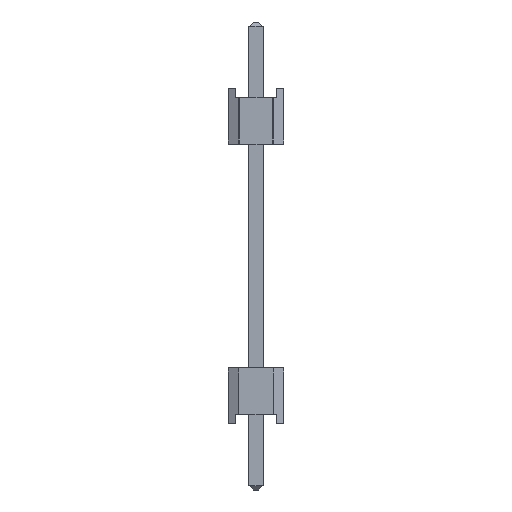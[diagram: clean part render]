
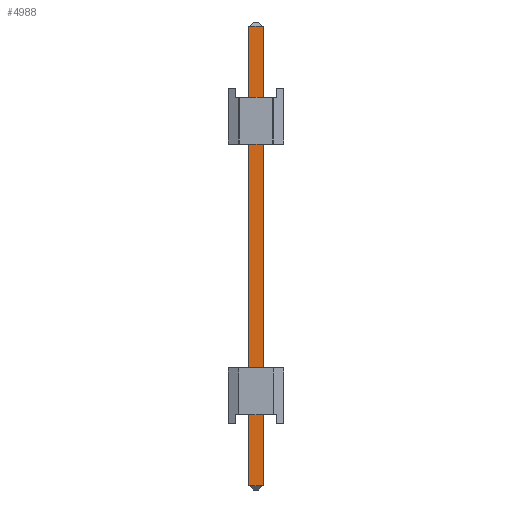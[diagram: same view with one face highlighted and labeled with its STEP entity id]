
A CAD part, left-side view. The second image highlights one B-rep face of the part: STEP entity #4988.
In plain terms, the highlighted planar face has unit normal (-1, 0, 0).
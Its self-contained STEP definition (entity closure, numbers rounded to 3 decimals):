
#4843 = VERTEX_POINT('',#4844);
#4844 = CARTESIAN_POINT('',(-0.32,0.32,10.42));
#4850 = EDGE_CURVE('',#4851,#4843,#4853,.T.);
#4851 = VERTEX_POINT('',#4852);
#4852 = CARTESIAN_POINT('',(-0.32,-0.32,10.42));
#4853 = LINE('',#4854,#4855);
#4854 = CARTESIAN_POINT('',(-0.32,-0.32,10.42));
#4855 = VECTOR('',#4856,1.);
#4856 = DIRECTION('',(0.,1.,0.));
#4874 = VERTEX_POINT('',#4875);
#4875 = CARTESIAN_POINT('',(-0.32,0.32,-10.42));
#4988 = ADVANCED_FACE('',(#4989),#5012,.F.);
#4989 = FACE_BOUND('',#4990,.T.);
#4990 = EDGE_LOOP('',(#4991,#4997,#5005,#5011));
#4991 = ORIENTED_EDGE('',*,*,#4992,.T.);
#4992 = EDGE_CURVE('',#4843,#4874,#4993,.T.);
#4993 = LINE('',#4994,#4995);
#4994 = CARTESIAN_POINT('',(-0.32,0.32,10.62));
#4995 = VECTOR('',#4996,1.);
#4996 = DIRECTION('',(0.,0.,-1.));
#4997 = ORIENTED_EDGE('',*,*,#4998,.T.);
#4998 = EDGE_CURVE('',#4874,#4999,#5001,.T.);
#4999 = VERTEX_POINT('',#5000);
#5000 = CARTESIAN_POINT('',(-0.32,-0.32,-10.42));
#5001 = LINE('',#5002,#5003);
#5002 = CARTESIAN_POINT('',(-0.32,-0.32,-10.42));
#5003 = VECTOR('',#5004,1.);
#5004 = DIRECTION('',(0.,-1.,0.));
#5005 = ORIENTED_EDGE('',*,*,#5006,.F.);
#5006 = EDGE_CURVE('',#4851,#4999,#5007,.T.);
#5007 = LINE('',#5008,#5009);
#5008 = CARTESIAN_POINT('',(-0.32,-0.32,10.62));
#5009 = VECTOR('',#5010,1.);
#5010 = DIRECTION('',(0.,0.,-1.));
#5011 = ORIENTED_EDGE('',*,*,#4850,.T.);
#5012 = PLANE('',#5013);
#5013 = AXIS2_PLACEMENT_3D('',#5014,#5015,#5016);
#5014 = CARTESIAN_POINT('',(-0.32,-0.32,10.62));
#5015 = DIRECTION('',(1.,0.,0.));
#5016 = DIRECTION('',(0.,0.,-1.));
